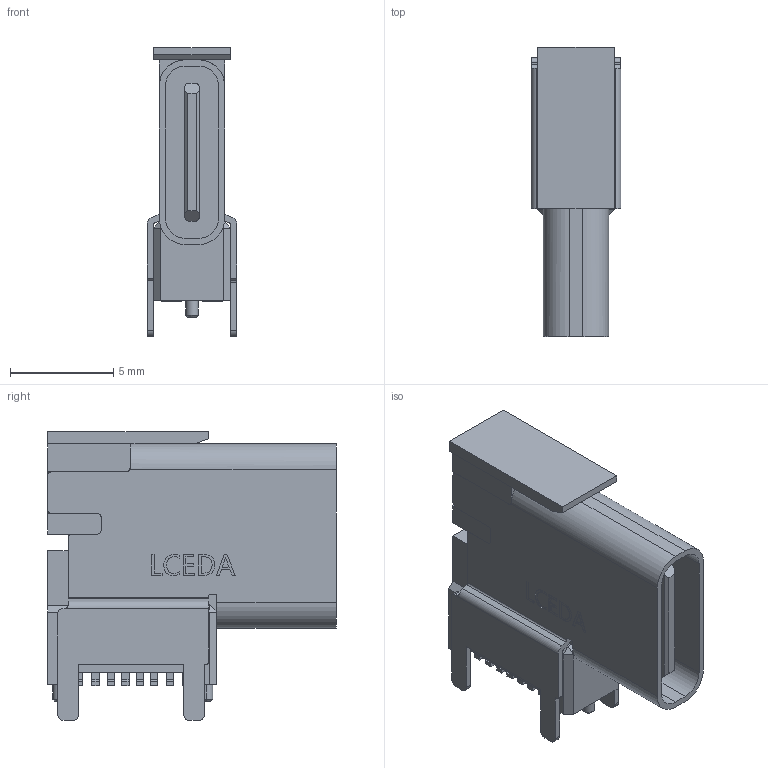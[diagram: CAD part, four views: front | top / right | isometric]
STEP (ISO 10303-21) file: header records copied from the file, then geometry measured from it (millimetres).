
FILE_DESCRIPTION (( 'STEP AP214' ), '1' );
FILE_NAME ('USB-C-SMD_TYPEC-305-ACP16.step', '2022-07-15T09:29:03', ( '' ), ( '' ), 'SwSTEP 2.0', 'SolidWorks 2020', '' );
FILE_SCHEMA (( 'AUTOMOTIVE_DESIGN' ));
Length unit declared in the file: millimetre
Products named in the file (1): USB-C-SMD_TYPEC-305-ACP16
Bounding box: 4.36 x 14 x 14 mm (x, y, z)
Volume: 396.6 mm3; surface area: 1091 mm2
Topology: 15 solids, 15 shells, 615 faces, 1668 edges, 1106 vertices
Faces by surface type: plane 400, bspline 112, cylinder 99, cone 4
Entity records: 26737 total; most frequent: CARTESIAN_POINT 5562, ORIENTED_EDGE 3336, DIRECTION 2622, EDGE_CURVE 1668, LINE 1226, VECTOR 1226, VERTEX_POINT 1106, AXIS2_PLACEMENT_3D 698
